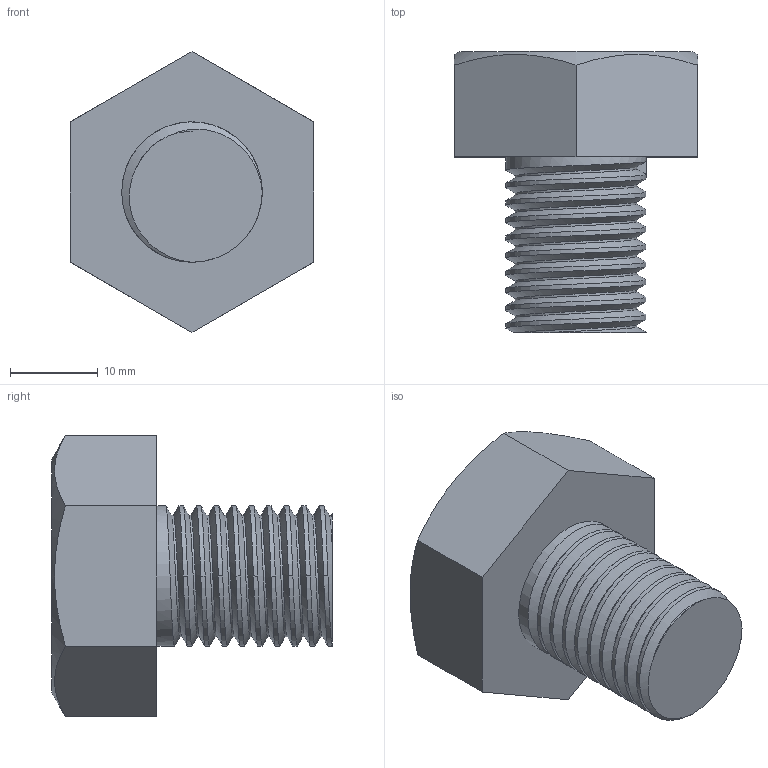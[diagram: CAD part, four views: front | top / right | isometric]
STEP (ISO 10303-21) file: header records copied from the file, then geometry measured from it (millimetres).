
FILE_DESCRIPTION (( 'STEP AP214' ), '1' );
FILE_NAME ('Scrrew.STEP', '2025-02-12T15:22:31', ( '' ), ( '' ), 'SwSTEP 2.0', 'SolidWorks 2025', '' );
FILE_SCHEMA (( 'AUTOMOTIVE_DESIGN' ));
Length unit declared in the file: millimetre
Products named in the file (1): Scrrew
Bounding box: 27.71 x 32 x 32 mm (x, y, z)
Volume: 11526.4 mm3; surface area: 3904.4 mm2
Topology: 1 solids, 1 shells, 24 faces, 62 edges, 41 vertices
Faces by surface type: plane 10, cylinder 10, bspline 3, cone 1
Full cylindrical faces by diameter (mm): 16 x9
Entity records: 2465 total; most frequent: CARTESIAN_POINT 2149, ORIENTED_EDGE 64, DIRECTION 48, EDGE_CURVE 32, VERTEX_POINT 22, EDGE_LOOP 18, VECTOR 16, FACE_OUTER_BOUND 16
